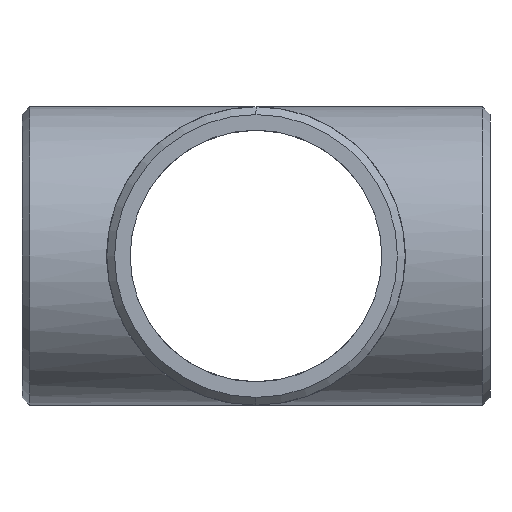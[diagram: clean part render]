
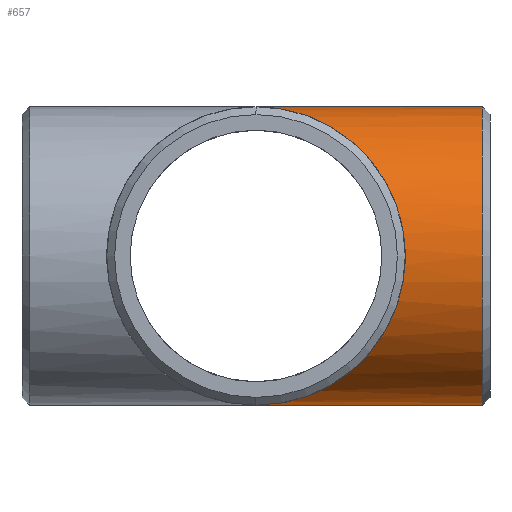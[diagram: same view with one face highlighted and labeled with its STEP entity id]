
A CAD part, left-side view. The second image highlights one B-rep face of the part: STEP entity #657.
In plain terms, the highlighted cylindrical face has radius 162 mm (diameter 324 mm), a partial arc.
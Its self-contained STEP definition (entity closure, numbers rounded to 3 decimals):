
#102 = DIRECTION ( 'NONE',  ( 0., 1., 0. ) ) ;
#104 = CARTESIAN_POINT ( 'NONE',  ( 0., 0., 162. ) ) ;
#107 = CARTESIAN_POINT ( 'NONE',  ( -324., -324., 162. ) ) ;
#113 = VECTOR ( 'NONE', #291, 1000. ) ;
#114 = AXIS2_PLACEMENT_3D ( 'NONE', #771, #200, #510 ) ;
#170 = ORIENTED_EDGE ( 'NONE', *, *, #376, .T. ) ;
#192 = VERTEX_POINT ( 'NONE', #195 ) ;
#194 =( BOUNDED_CURVE ( )  B_SPLINE_CURVE ( 3, ( #397, #650, #107, #104 ),
 .UNSPECIFIED., .F., .T. ) 
 B_SPLINE_CURVE_WITH_KNOTS ( ( 4, 4 ),
 ( 4.712, 7.854 ),
 .UNSPECIFIED. ) 
 CURVE ( )  GEOMETRIC_REPRESENTATION_ITEM ( )  RATIONAL_B_SPLINE_CURVE ( ( 1., 0.333, 0.333, 1. ) ) 
 REPRESENTATION_ITEM ( '' )  );
#195 = CARTESIAN_POINT ( 'NONE',  ( 0., 0., 162. ) ) ;
#200 = DIRECTION ( 'NONE',  ( 0., 1., 0. ) ) ;
#211 = VECTOR ( 'NONE', #102, 1000. ) ;
#224 = LINE ( 'NONE', #282, #211 ) ;
#232 = DIRECTION ( 'NONE',  ( 0., 1., 0. ) ) ;
#238 = VERTEX_POINT ( 'NONE', #707 ) ;
#282 = CARTESIAN_POINT ( 'NONE',  ( 0., -254., -162. ) ) ;
#291 = DIRECTION ( 'NONE',  ( 0., 1., 0. ) ) ;
#310 = EDGE_CURVE ( 'NONE', #512, #192, #466, .T. ) ;
#340 = AXIS2_PLACEMENT_3D ( 'NONE', #800, #232, #734 ) ;
#376 = EDGE_CURVE ( 'NONE', #727, #512, #480, .T. ) ;
#397 = CARTESIAN_POINT ( 'NONE',  ( 0., 0., -162. ) ) ;
#400 = EDGE_CURVE ( 'NONE', #727, #238, #224, .T. ) ;
#466 = LINE ( 'NONE', #478, #113 ) ;
#478 = CARTESIAN_POINT ( 'NONE',  ( 0., -254., 162. ) ) ;
#480 = CIRCLE ( 'NONE', #340, 162. ) ;
#510 = DIRECTION ( 'NONE',  ( 0., 0., -1. ) ) ;
#512 = VERTEX_POINT ( 'NONE', #747 ) ;
#524 = CARTESIAN_POINT ( 'NONE',  ( 0., -245.533, -162. ) ) ;
#542 = EDGE_LOOP ( 'NONE', ( #170, #801, #794, #623 ) ) ;
#564 = CYLINDRICAL_SURFACE ( 'NONE', #114, 162. ) ;
#623 = ORIENTED_EDGE ( 'NONE', *, *, #400, .F. ) ;
#635 = FACE_OUTER_BOUND ( 'NONE', #542, .T. ) ;
#650 = CARTESIAN_POINT ( 'NONE',  ( -324., -324., -162. ) ) ;
#657 = ADVANCED_FACE ( 'NONE', ( #635 ), #564, .T. ) ;
#707 = CARTESIAN_POINT ( 'NONE',  ( 0., 0., -162. ) ) ;
#727 = VERTEX_POINT ( 'NONE', #524 ) ;
#734 = DIRECTION ( 'NONE',  ( 0., 0., -1. ) ) ;
#747 = CARTESIAN_POINT ( 'NONE',  ( 0., -245.533, 162. ) ) ;
#758 = EDGE_CURVE ( 'NONE', #238, #192, #194, .T. ) ;
#771 = CARTESIAN_POINT ( 'NONE',  ( 0., -254., 0. ) ) ;
#794 = ORIENTED_EDGE ( 'NONE', *, *, #758, .F. ) ;
#800 = CARTESIAN_POINT ( 'NONE',  ( 0., -245.533, 0. ) ) ;
#801 = ORIENTED_EDGE ( 'NONE', *, *, #310, .T. ) ;
